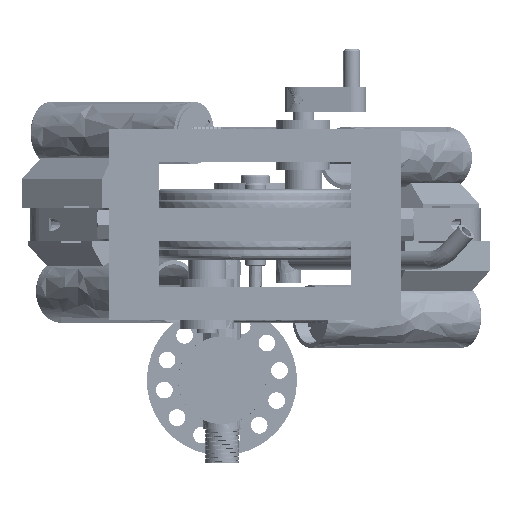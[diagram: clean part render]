
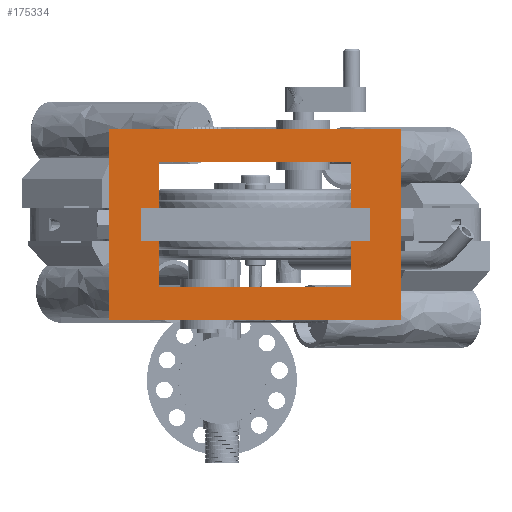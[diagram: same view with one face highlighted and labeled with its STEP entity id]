
A CAD part, front view. The second image highlights one B-rep face of the part: STEP entity #175334.
In plain terms, the highlighted free-form (B-spline) face has degree [1, 1] with [2, 2] control points.
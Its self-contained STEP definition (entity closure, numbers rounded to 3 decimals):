
#175126 = EDGE_CURVE('',#175127,#175129,#175131,.T.);
#175127 = VERTEX_POINT('',#175128);
#175128 = CARTESIAN_POINT('',(119.111,-14.55,
    32.431));
#175129 = VERTEX_POINT('',#175130);
#175130 = CARTESIAN_POINT('',(119.111,-14.55,
    18.596));
#175131 = B_SPLINE_CURVE_WITH_KNOTS('',1,(#175132,#175133),
  .UNSPECIFIED.,.F.,.F.,(2,2),(19.,30.),.PIECEWISE_BEZIER_KNOTS.);
#175132 = CARTESIAN_POINT('',(119.111,-14.55,
    32.431));
#175133 = CARTESIAN_POINT('',(119.111,-14.55,
    18.596));
#175176 = EDGE_CURVE('',#175177,#175179,#175181,.T.);
#175177 = VERTEX_POINT('',#175178);
#175178 = CARTESIAN_POINT('',(61.257,-14.55,
    42.492));
#175179 = VERTEX_POINT('',#175180);
#175180 = CARTESIAN_POINT('',(61.257,-14.55,
    56.327));
#175181 = B_SPLINE_CURVE_WITH_KNOTS('',1,(#175182,#175183),
  .UNSPECIFIED.,.F.,.F.,(2,2),(-11.,0.),.PIECEWISE_BEZIER_KNOTS.);
#175182 = CARTESIAN_POINT('',(61.257,-14.55,
    42.492));
#175183 = CARTESIAN_POINT('',(61.257,-14.55,
    56.327));
#175334 = ADVANCED_FACE('',(#175335,#175405),#175435,.T.);
#175335 = FACE_BOUND('',#175336,.T.);
#175336 = EDGE_LOOP('',(#175337,#175344,#175345,#175352,#175359,#175366,
    #175373,#175378,#175379,#175386,#175393,#175400));
#175337 = ORIENTED_EDGE('',*,*,#175338,.T.);
#175338 = EDGE_CURVE('',#175339,#175177,#175341,.T.);
#175339 = VERTEX_POINT('',#175340);
#175340 = CARTESIAN_POINT('',(55.598,-14.55,
    42.492));
#175341 = B_SPLINE_CURVE_WITH_KNOTS('',1,(#175342,#175343),
  .UNSPECIFIED.,.F.,.F.,(2,2),(0.,4.5),.PIECEWISE_BEZIER_KNOTS.);
#175342 = CARTESIAN_POINT('',(55.598,-14.55,
    42.492));
#175343 = CARTESIAN_POINT('',(61.257,-14.55,
    42.492));
#175344 = ORIENTED_EDGE('',*,*,#175176,.T.);
#175345 = ORIENTED_EDGE('',*,*,#175346,.T.);
#175346 = EDGE_CURVE('',#175179,#175347,#175349,.T.);
#175347 = VERTEX_POINT('',#175348);
#175348 = CARTESIAN_POINT('',(119.111,-14.55,
    56.327));
#175349 = B_SPLINE_CURVE_WITH_KNOTS('',1,(#175350,#175351),
  .UNSPECIFIED.,.F.,.F.,(2,2),(0.,46.),.PIECEWISE_BEZIER_KNOTS.);
#175350 = CARTESIAN_POINT('',(61.257,-14.55,
    56.327));
#175351 = CARTESIAN_POINT('',(119.111,-14.55,
    56.327));
#175352 = ORIENTED_EDGE('',*,*,#175353,.T.);
#175353 = EDGE_CURVE('',#175347,#175354,#175356,.T.);
#175354 = VERTEX_POINT('',#175355);
#175355 = CARTESIAN_POINT('',(119.111,-14.55,
    42.492));
#175356 = B_SPLINE_CURVE_WITH_KNOTS('',1,(#175357,#175358),
  .UNSPECIFIED.,.F.,.F.,(2,2),(0.,11.),.PIECEWISE_BEZIER_KNOTS.);
#175357 = CARTESIAN_POINT('',(119.111,-14.55,
    56.327));
#175358 = CARTESIAN_POINT('',(119.111,-14.55,
    42.492));
#175359 = ORIENTED_EDGE('',*,*,#175360,.T.);
#175360 = EDGE_CURVE('',#175354,#175361,#175363,.T.);
#175361 = VERTEX_POINT('',#175362);
#175362 = CARTESIAN_POINT('',(124.771,-14.55,
    42.492));
#175363 = B_SPLINE_CURVE_WITH_KNOTS('',1,(#175364,#175365),
  .UNSPECIFIED.,.F.,.F.,(2,2),(0.,4.5),
  .PIECEWISE_BEZIER_KNOTS.);
#175364 = CARTESIAN_POINT('',(119.111,-14.55,
    42.492));
#175365 = CARTESIAN_POINT('',(124.771,-14.55,
    42.492));
#175366 = ORIENTED_EDGE('',*,*,#175367,.T.);
#175367 = EDGE_CURVE('',#175361,#175368,#175370,.T.);
#175368 = VERTEX_POINT('',#175369);
#175369 = CARTESIAN_POINT('',(124.771,-14.55,
    32.431));
#175370 = B_SPLINE_CURVE_WITH_KNOTS('',1,(#175371,#175372),
  .UNSPECIFIED.,.F.,.F.,(2,2),(0.,8.),.PIECEWISE_BEZIER_KNOTS.);
#175371 = CARTESIAN_POINT('',(124.771,-14.55,
    42.492));
#175372 = CARTESIAN_POINT('',(124.771,-14.55,
    32.431));
#175373 = ORIENTED_EDGE('',*,*,#175374,.T.);
#175374 = EDGE_CURVE('',#175368,#175127,#175375,.T.);
#175375 = B_SPLINE_CURVE_WITH_KNOTS('',1,(#175376,#175377),
  .UNSPECIFIED.,.F.,.F.,(2,2),(0.,4.5),.PIECEWISE_BEZIER_KNOTS.);
#175376 = CARTESIAN_POINT('',(124.771,-14.55,
    32.431));
#175377 = CARTESIAN_POINT('',(119.111,-14.55,
    32.431));
#175378 = ORIENTED_EDGE('',*,*,#175126,.T.);
#175379 = ORIENTED_EDGE('',*,*,#175380,.T.);
#175380 = EDGE_CURVE('',#175129,#175381,#175383,.T.);
#175381 = VERTEX_POINT('',#175382);
#175382 = CARTESIAN_POINT('',(61.257,-14.55,
    18.596));
#175383 = B_SPLINE_CURVE_WITH_KNOTS('',1,(#175384,#175385),
  .UNSPECIFIED.,.F.,.F.,(2,2),(-46.,0.),.PIECEWISE_BEZIER_KNOTS.);
#175384 = CARTESIAN_POINT('',(119.111,-14.55,
    18.596));
#175385 = CARTESIAN_POINT('',(61.257,-14.55,
    18.596));
#175386 = ORIENTED_EDGE('',*,*,#175387,.T.);
#175387 = EDGE_CURVE('',#175381,#175388,#175390,.T.);
#175388 = VERTEX_POINT('',#175389);
#175389 = CARTESIAN_POINT('',(61.257,-14.55,
    32.431));
#175390 = B_SPLINE_CURVE_WITH_KNOTS('',1,(#175391,#175392),
  .UNSPECIFIED.,.F.,.F.,(2,2),(-30.,-19.),.PIECEWISE_BEZIER_KNOTS.);
#175391 = CARTESIAN_POINT('',(61.257,-14.55,
    18.596));
#175392 = CARTESIAN_POINT('',(61.257,-14.55,
    32.431));
#175393 = ORIENTED_EDGE('',*,*,#175394,.T.);
#175394 = EDGE_CURVE('',#175388,#175395,#175397,.T.);
#175395 = VERTEX_POINT('',#175396);
#175396 = CARTESIAN_POINT('',(55.598,-14.55,
    32.431));
#175397 = B_SPLINE_CURVE_WITH_KNOTS('',1,(#175398,#175399),
  .UNSPECIFIED.,.F.,.F.,(2,2),(0.,4.5),
  .PIECEWISE_BEZIER_KNOTS.);
#175398 = CARTESIAN_POINT('',(61.257,-14.55,
    32.431));
#175399 = CARTESIAN_POINT('',(55.598,-14.55,
    32.431));
#175400 = ORIENTED_EDGE('',*,*,#175401,.T.);
#175401 = EDGE_CURVE('',#175395,#175339,#175402,.T.);
#175402 = B_SPLINE_CURVE_WITH_KNOTS('',1,(#175403,#175404),
  .UNSPECIFIED.,.F.,.F.,(2,2),(0.,8.),.PIECEWISE_BEZIER_KNOTS.);
#175403 = CARTESIAN_POINT('',(55.598,-14.55,
    32.431));
#175404 = CARTESIAN_POINT('',(55.598,-14.55,
    42.492));
#175405 = FACE_BOUND('',#175406,.T.);
#175406 = EDGE_LOOP('',(#175407,#175416,#175423,#175430));
#175407 = ORIENTED_EDGE('',*,*,#175408,.F.);
#175408 = EDGE_CURVE('',#175409,#175411,#175413,.T.);
#175409 = VERTEX_POINT('',#175410);
#175410 = CARTESIAN_POINT('',(134.203,-14.55,
    8.753));
#175411 = VERTEX_POINT('',#175412);
#175412 = CARTESIAN_POINT('',(46.165,-14.55,
    8.753));
#175413 = B_SPLINE_CURVE_WITH_KNOTS('',1,(#175414,#175415),
  .UNSPECIFIED.,.F.,.F.,(2,2),(-70.,-0.),.PIECEWISE_BEZIER_KNOTS.);
#175414 = CARTESIAN_POINT('',(134.203,-14.55,
    8.753));
#175415 = CARTESIAN_POINT('',(46.165,-14.55,
    8.753));
#175416 = ORIENTED_EDGE('',*,*,#175417,.F.);
#175417 = EDGE_CURVE('',#175418,#175409,#175420,.T.);
#175418 = VERTEX_POINT('',#175419);
#175419 = CARTESIAN_POINT('',(134.203,-14.55,
    66.17));
#175420 = B_SPLINE_CURVE_WITH_KNOTS('',1,(#175421,#175422),
  .UNSPECIFIED.,.F.,.F.,(2,2),(0.,45.652),
  .PIECEWISE_BEZIER_KNOTS.);
#175421 = CARTESIAN_POINT('',(134.203,-14.55,
    66.17));
#175422 = CARTESIAN_POINT('',(134.203,-14.55,
    8.753));
#175423 = ORIENTED_EDGE('',*,*,#175424,.F.);
#175424 = EDGE_CURVE('',#175425,#175418,#175427,.T.);
#175425 = VERTEX_POINT('',#175426);
#175426 = CARTESIAN_POINT('',(46.165,-14.55,
    66.17));
#175427 = B_SPLINE_CURVE_WITH_KNOTS('',1,(#175428,#175429),
  .UNSPECIFIED.,.F.,.F.,(2,2),(0.,70.),.PIECEWISE_BEZIER_KNOTS.);
#175428 = CARTESIAN_POINT('',(46.165,-14.55,
    66.17));
#175429 = CARTESIAN_POINT('',(134.203,-14.55,
    66.17));
#175430 = ORIENTED_EDGE('',*,*,#175431,.F.);
#175431 = EDGE_CURVE('',#175411,#175425,#175432,.T.);
#175432 = B_SPLINE_CURVE_WITH_KNOTS('',1,(#175433,#175434),
  .UNSPECIFIED.,.F.,.F.,(2,2),(-45.652,0.),
  .PIECEWISE_BEZIER_KNOTS.);
#175433 = CARTESIAN_POINT('',(46.165,-14.55,
    8.753));
#175434 = CARTESIAN_POINT('',(46.165,-14.55,
    66.17));
#175435 = B_SPLINE_SURFACE_WITH_KNOTS('',1,1,(
    (#175436,#175437)
    ,(#175438,#175439
    )),.UNSPECIFIED.,.F.,.F.,.F.,(2,2),(2,2),(-22.826,
    22.826),(-35.,35.),.PIECEWISE_BEZIER_KNOTS.);
#175436 = CARTESIAN_POINT('',(46.165,-14.55,
    66.17));
#175437 = CARTESIAN_POINT('',(134.203,-14.55,
    66.17));
#175438 = CARTESIAN_POINT('',(46.165,-14.55,
    8.753));
#175439 = CARTESIAN_POINT('',(134.203,-14.55,
    8.753));
